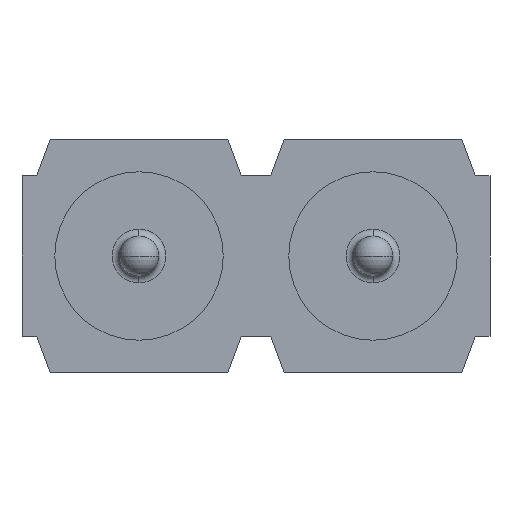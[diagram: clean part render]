
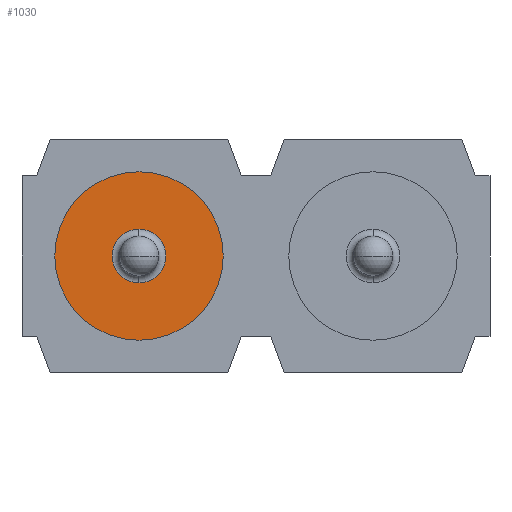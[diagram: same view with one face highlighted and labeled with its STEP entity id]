
A CAD part, front view. The second image highlights one B-rep face of the part: STEP entity #1030.
In plain terms, the highlighted face is planar.
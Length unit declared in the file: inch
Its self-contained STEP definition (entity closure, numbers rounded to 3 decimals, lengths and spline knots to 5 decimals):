
#48 = CIRCLE ( 'NONE', #1573, 0.036 ) ;
#53 = AXIS2_PLACEMENT_3D ( 'NONE', #296, #818, #1584 ) ;
#64 = CARTESIAN_POINT ( 'NONE',  ( 0.069, 0., 0.036 ) ) ;
#95 = VERTEX_POINT ( 'NONE', #1596 ) ;
#220 = EDGE_LOOP ( 'NONE', ( #569, #1344 ) ) ;
#296 = CARTESIAN_POINT ( 'NONE',  ( 0.069, 0., 0. ) ) ;
#380 = FACE_OUTER_BOUND ( 'NONE', #1025, .T. ) ;
#382 = CARTESIAN_POINT ( 'NONE',  ( 0.069, 0., -0.036 ) ) ;
#481 = DIRECTION ( 'NONE',  ( 0., 0., 1. ) ) ;
#489 = VERTEX_POINT ( 'NONE', #382 ) ;
#532 = DIRECTION ( 'NONE',  ( -1., 0., 0. ) ) ;
#569 = ORIENTED_EDGE ( 'NONE', *, *, #1243, .F. ) ;
#570 = AXIS2_PLACEMENT_3D ( 'NONE', #1600, #1111, #481 ) ;
#591 = CIRCLE ( 'NONE', #805, 0.0115 ) ;
#729 = EDGE_CURVE ( 'NONE', #489, #918, #48, .T. ) ;
#775 = DIRECTION ( 'NONE',  ( 0., 0., -1. ) ) ;
#802 = CARTESIAN_POINT ( 'NONE',  ( 0.069, 0., 0. ) ) ;
#805 = AXIS2_PLACEMENT_3D ( 'NONE', #802, #954, #1472 ) ;
#818 = DIRECTION ( 'NONE',  ( -1., 0., 0. ) ) ;
#843 = AXIS2_PLACEMENT_3D ( 'NONE', #1039, #903, #775 ) ;
#903 = DIRECTION ( 'NONE',  ( 1., 0., 0. ) ) ;
#918 = VERTEX_POINT ( 'NONE', #64 ) ;
#919 = CARTESIAN_POINT ( 'NONE',  ( 0.069, 0., 0. ) ) ;
#954 = DIRECTION ( 'NONE',  ( -1., 0., 0. ) ) ;
#1019 = CIRCLE ( 'NONE', #53, 0.036 ) ;
#1025 = EDGE_LOOP ( 'NONE', ( #1282, #1274 ) ) ;
#1030 = ADVANCED_FACE ( 'NONE', ( #1179, #380 ), #1416, .F. ) ;
#1039 = CARTESIAN_POINT ( 'NONE',  ( 0.069, 0.036, 0. ) ) ;
#1077 = CIRCLE ( 'NONE', #570, 0.0115 ) ;
#1111 = DIRECTION ( 'NONE',  ( -1., 0., 0. ) ) ;
#1178 = EDGE_CURVE ( 'NONE', #918, #489, #1019, .T. ) ;
#1179 = FACE_BOUND ( 'NONE', #220, .T. ) ;
#1183 = DIRECTION ( 'NONE',  ( 0., 0., 1. ) ) ;
#1197 = CARTESIAN_POINT ( 'NONE',  ( 0.069, 0., -0.0115 ) ) ;
#1243 = EDGE_CURVE ( 'NONE', #95, #1590, #591, .T. ) ;
#1274 = ORIENTED_EDGE ( 'NONE', *, *, #729, .T. ) ;
#1282 = ORIENTED_EDGE ( 'NONE', *, *, #1178, .T. ) ;
#1333 = EDGE_CURVE ( 'NONE', #1590, #95, #1077, .T. ) ;
#1344 = ORIENTED_EDGE ( 'NONE', *, *, #1333, .F. ) ;
#1416 = PLANE ( 'NONE',  #843 ) ;
#1472 = DIRECTION ( 'NONE',  ( 0., 0., 1. ) ) ;
#1573 = AXIS2_PLACEMENT_3D ( 'NONE', #919, #532, #1183 ) ;
#1584 = DIRECTION ( 'NONE',  ( 0., 0., 1. ) ) ;
#1590 = VERTEX_POINT ( 'NONE', #1197 ) ;
#1596 = CARTESIAN_POINT ( 'NONE',  ( 0.069, 0., 0.0115 ) ) ;
#1600 = CARTESIAN_POINT ( 'NONE',  ( 0.069, 0., 0. ) ) ;
